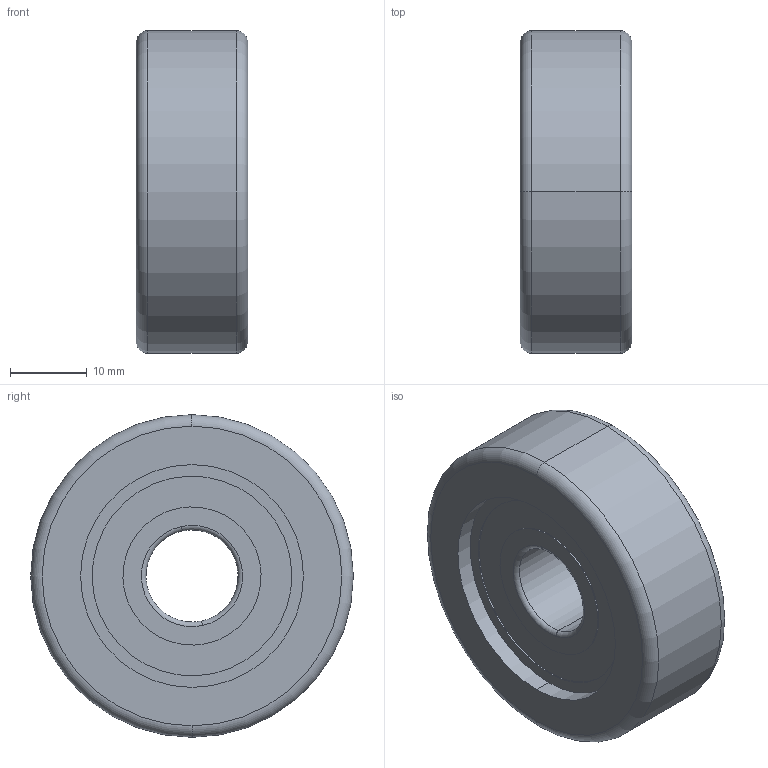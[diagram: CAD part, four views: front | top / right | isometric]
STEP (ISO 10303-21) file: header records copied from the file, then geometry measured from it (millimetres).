
FILE_DESCRIPTION (( 'STEP AP214' ), '1' );
FILE_NAME ('0022684.step', '2024-03-18T10:51:09', ( '' ), ( '' ), 'SwSTEP 2.0', 'SolidWorks 2020', '' );
FILE_SCHEMA (( 'AUTOMOTIVE_DESIGN' ));
Length unit declared in the file: millimetre
Products named in the file (1): 0022684
Bounding box: 14.5 x 42 x 42 mm (x, y, z)
Volume: 14863 mm3; surface area: 11019.7 mm2
Topology: 6 solids, 6 shells, 66 faces, 132 edges, 78 vertices
Faces by surface type: cylinder 28, torus 26, plane 12
Entity records: 2569 total; most frequent: DIRECTION 370, CARTESIAN_POINT 277, ORIENTED_EDGE 264, AXIS2_PLACEMENT_3D 171, EDGE_CURVE 132, CIRCLE 104, EDGE_LOOP 78, VERTEX_POINT 78
